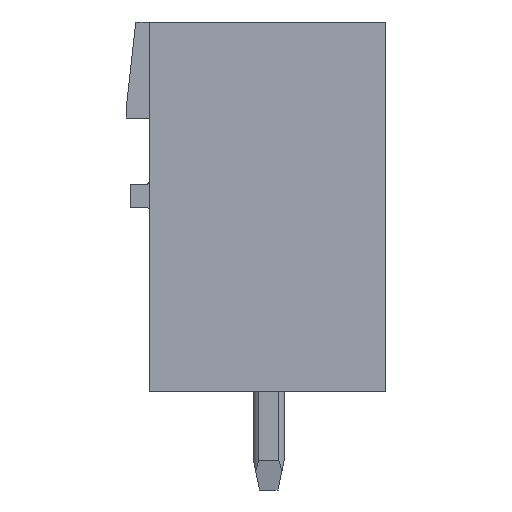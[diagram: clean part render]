
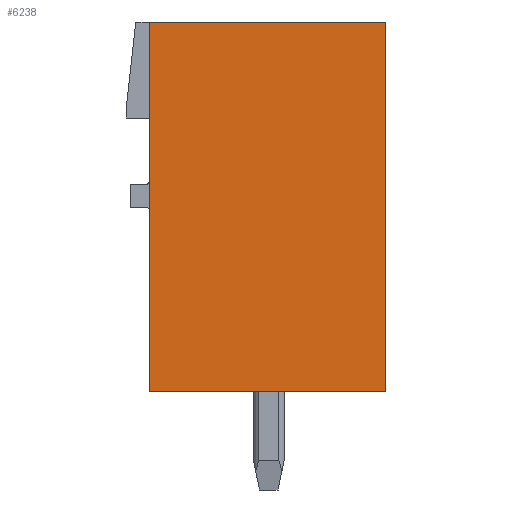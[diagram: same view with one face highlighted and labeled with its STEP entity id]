
A CAD part, left-side view. The second image highlights one B-rep face of the part: STEP entity #6238.
In plain terms, the highlighted planar face has unit normal (-1, 0, 0).
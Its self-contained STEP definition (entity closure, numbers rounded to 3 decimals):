
#6230=AXIS2_PLACEMENT_3D('Plane Axis2P3D',#6227,#6228,#6229) ;
#49=CARTESIAN_POINT('Vertex',(0.,0.,15.2)) ;
#52=CARTESIAN_POINT('Line Origine',(0.,0.,9.2)) ;
#56=CARTESIAN_POINT('Vertex',(0.,0.,3.2)) ;
#115=CARTESIAN_POINT('Vertex',(0.,7.68,15.2)) ;
#118=CARTESIAN_POINT('Line Origine',(0.,3.84,15.2)) ;
#1404=CARTESIAN_POINT('Vertex',(0.,7.68,3.2)) ;
#1407=CARTESIAN_POINT('Line Origine',(0.,7.68,9.2)) ;
#1673=CARTESIAN_POINT('Line Origine',(0.,3.84,3.2)) ;
#6227=CARTESIAN_POINT('Axis2P3D Location',(0.,0.,0.)) ;
#53=DIRECTION('Vector Direction',(0.,0.,-1.)) ;
#119=DIRECTION('Vector Direction',(0.,-1.,0.)) ;
#1408=DIRECTION('Vector Direction',(0.,0.,-1.)) ;
#1674=DIRECTION('Vector Direction',(0.,1.,0.)) ;
#6228=DIRECTION('Axis2P3D Direction',(-1.,0.,0.)) ;
#6229=DIRECTION('Axis2P3D XDirection',(0.,0.,1.)) ;
#54=VECTOR('Line Direction',#53,1.) ;
#120=VECTOR('Line Direction',#119,1.) ;
#1409=VECTOR('Line Direction',#1408,1.) ;
#1675=VECTOR('Line Direction',#1674,1.) ;
#6233=ORIENTED_EDGE('',*,*,#122,.T.) ;
#6234=ORIENTED_EDGE('',*,*,#1411,.T.) ;
#6235=ORIENTED_EDGE('',*,*,#1677,.T.) ;
#6236=ORIENTED_EDGE('',*,*,#58,.T.) ;
#6238=ADVANCED_FACE('HOUSING',(#6237),#6231,.T.) ;
#58=EDGE_CURVE('',#57,#50,#55,.F.) ;
#122=EDGE_CURVE('',#50,#116,#121,.F.) ;
#1411=EDGE_CURVE('',#116,#1405,#1410,.T.) ;
#1677=EDGE_CURVE('',#1405,#57,#1676,.F.) ;
#6232=EDGE_LOOP('',(#6233,#6234,#6235,#6236)) ;
#6237=FACE_OUTER_BOUND('',#6232,.T.) ;
#55=LINE('Line',#52,#54) ;
#121=LINE('Line',#118,#120) ;
#1410=LINE('Line',#1407,#1409) ;
#1676=LINE('Line',#1673,#1675) ;
#6231=PLANE('',#6230) ;
#50=VERTEX_POINT('',#49) ;
#57=VERTEX_POINT('',#56) ;
#116=VERTEX_POINT('',#115) ;
#1405=VERTEX_POINT('',#1404) ;
